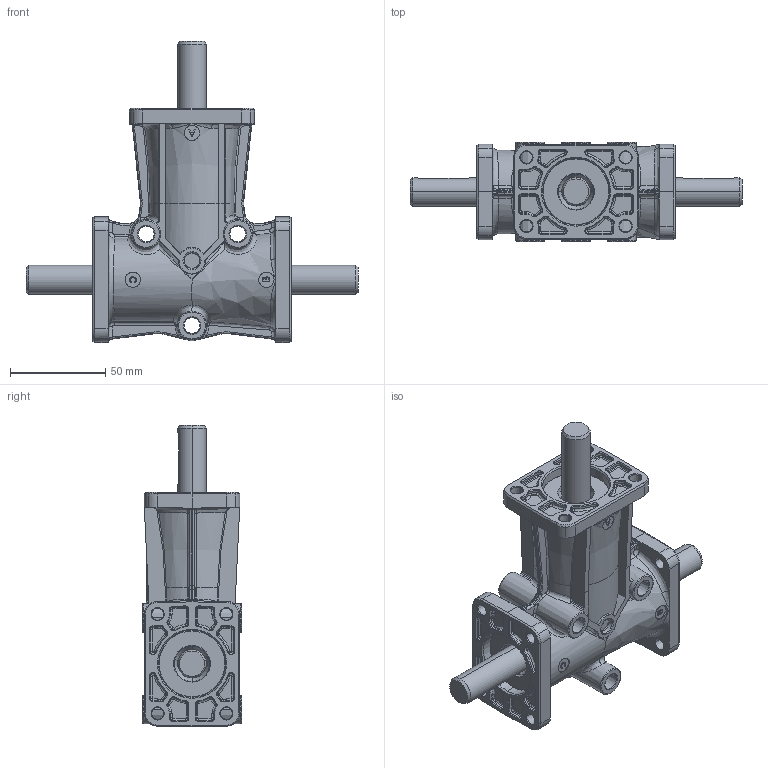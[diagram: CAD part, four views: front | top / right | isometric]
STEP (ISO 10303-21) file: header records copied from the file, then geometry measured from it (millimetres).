
FILE_DESCRIPTION(('STEP AP214'),'1');
FILE_NAME('dz_21_-_-_3fabc.stp','2017-07-05T13:42:32',('TraceParts'),('TraceParts S.A.'),'Spatial InterOp 3D',' ',' ');
FILE_SCHEMA(('automotive_design'));
Length unit declared in the file: millimetre
Products named in the file (1): dz_21_-_-_3fabc
Bounding box: 174 x 52 x 158 mm (x, y, z)
Volume: 341523.7 mm3; surface area: 64970.1 mm2
Topology: 1 solids, 2 shells, 2080 faces, 5194 edges, 3177 vertices
Faces by surface type: plane 583, bspline 572, cone 457, cylinder 424, torus 44
Entity records: 96976 total; most frequent: CARTESIAN_POINT 32602, ORIENTED_EDGE 10320, DIRECTION 9265, EDGE_CURVE 5160, AXIS2_PLACEMENT_3D 3437, VERTEX_POINT 3177, LINE 2391, VECTOR 2391
